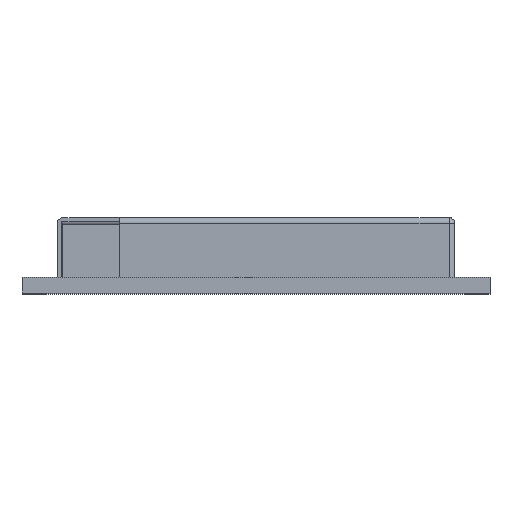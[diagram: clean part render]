
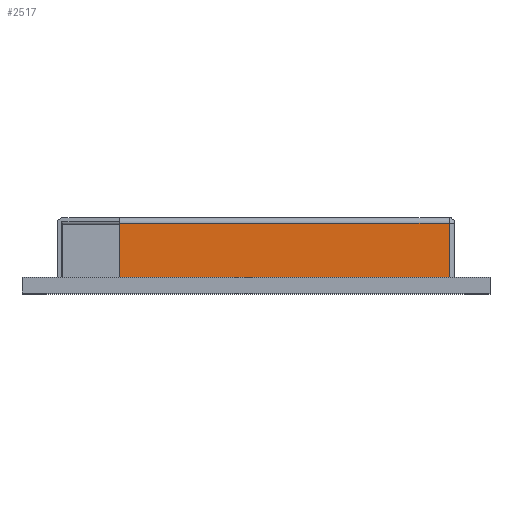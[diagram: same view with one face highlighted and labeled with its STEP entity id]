
A CAD part, top view. The second image highlights one B-rep face of the part: STEP entity #2517.
In plain terms, the highlighted planar face has unit normal (0, 0, 1).
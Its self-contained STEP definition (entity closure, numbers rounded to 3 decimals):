
#161 = VECTOR ( 'NONE', #2587, 1000. ) ;
#293 = LINE ( 'NONE', #5390, #4112 ) ;
#301 = VERTEX_POINT ( 'NONE', #4262 ) ;
#488 = VECTOR ( 'NONE', #3365, 1000. ) ;
#852 = CARTESIAN_POINT ( 'NONE',  ( 10.2, 49.554, 18.25 ) ) ;
#866 = ORIENTED_EDGE ( 'NONE', *, *, #4940, .T. ) ;
#877 = DIRECTION ( 'NONE',  ( 0., 0., -1. ) ) ;
#986 = CARTESIAN_POINT ( 'NONE',  ( 10.2, 0.8, 18.25 ) ) ;
#1052 = ORIENTED_EDGE ( 'NONE', *, *, #3836, .T. ) ;
#1238 = DIRECTION ( 'NONE',  ( 0., 1., 0. ) ) ;
#1507 = LINE ( 'NONE', #986, #488 ) ;
#1509 = EDGE_CURVE ( 'NONE', #1650, #301, #2231, .T. ) ;
#1650 = VERTEX_POINT ( 'NONE', #5206 ) ;
#1907 = EDGE_CURVE ( 'NONE', #2745, #1650, #3080, .T. ) ;
#2231 = LINE ( 'NONE', #3559, #5975 ) ;
#2517 = ADVANCED_FACE ( 'NONE', ( #5053 ), #5919, .F. ) ;
#2587 = DIRECTION ( 'NONE',  ( -1., 0., 0. ) ) ;
#2599 = ORIENTED_EDGE ( 'NONE', *, *, #1907, .T. ) ;
#2745 = VERTEX_POINT ( 'NONE', #4560 ) ;
#2755 = DIRECTION ( 'NONE',  ( -1., 0., 0. ) ) ;
#2835 = ORIENTED_EDGE ( 'NONE', *, *, #1509, .T. ) ;
#2888 = AXIS2_PLACEMENT_3D ( 'NONE', #852, #877, #2755 ) ;
#3080 = LINE ( 'NONE', #3947, #161 ) ;
#3365 = DIRECTION ( 'NONE',  ( 1., 0., 0. ) ) ;
#3467 = VERTEX_POINT ( 'NONE', #5855 ) ;
#3559 = CARTESIAN_POINT ( 'NONE',  ( -7., 49.554, 18.25 ) ) ;
#3836 = EDGE_CURVE ( 'NONE', #3467, #2745, #293, .T. ) ;
#3947 = CARTESIAN_POINT ( 'NONE',  ( 10.2, 3.57, 18.25 ) ) ;
#4112 = VECTOR ( 'NONE', #1238, 1000. ) ;
#4203 = EDGE_LOOP ( 'NONE', ( #1052, #2599, #2835, #866 ) ) ;
#4262 = CARTESIAN_POINT ( 'NONE',  ( -7., 0.8, 18.25 ) ) ;
#4560 = CARTESIAN_POINT ( 'NONE',  ( 9.9, 3.57, 18.25 ) ) ;
#4902 = DIRECTION ( 'NONE',  ( 0., -1., 0. ) ) ;
#4940 = EDGE_CURVE ( 'NONE', #301, #3467, #1507, .T. ) ;
#5053 = FACE_OUTER_BOUND ( 'NONE', #4203, .T. ) ;
#5206 = CARTESIAN_POINT ( 'NONE',  ( -7., 3.57, 18.25 ) ) ;
#5390 = CARTESIAN_POINT ( 'NONE',  ( 9.9, 49.554, 18.25 ) ) ;
#5855 = CARTESIAN_POINT ( 'NONE',  ( 9.9, 0.8, 18.25 ) ) ;
#5919 = PLANE ( 'NONE',  #2888 ) ;
#5975 = VECTOR ( 'NONE', #4902, 1000. ) ;
